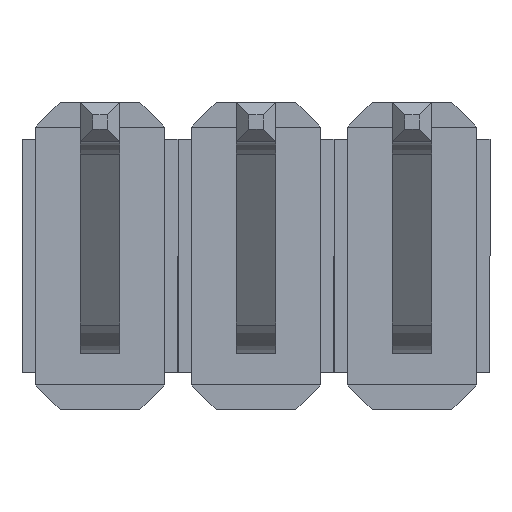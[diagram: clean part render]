
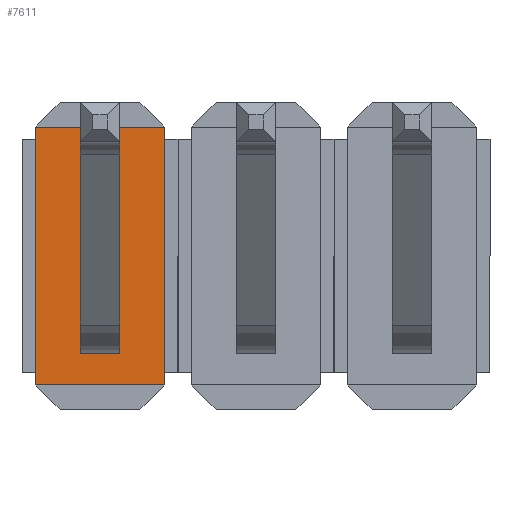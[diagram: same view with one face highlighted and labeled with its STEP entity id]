
A CAD part, front view. The second image highlights one B-rep face of the part: STEP entity #7611.
In plain terms, the highlighted planar face has unit normal (0, -1, 0).
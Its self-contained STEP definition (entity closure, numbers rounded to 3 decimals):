
#173 = EDGE_CURVE ( 'NONE', #4758, #1662, #6069, .T. ) ;
#293 = ORIENTED_EDGE ( 'NONE', *, *, #3197, .T. ) ;
#320 = EDGE_CURVE ( 'NONE', #1516, #6763, #11120, .T. ) ;
#532 = CARTESIAN_POINT ( 'NONE',  ( -0.32, 0.54, 2.1 ) ) ;
#706 = CARTESIAN_POINT ( 'NONE',  ( 1.05, 0.54, 2.1 ) ) ;
#925 = AXIS2_PLACEMENT_3D ( 'NONE', #7496, #10078, #2202 ) ;
#939 = CARTESIAN_POINT ( 'NONE',  ( 1.27, 0.54, -0.95 ) ) ;
#985 = VECTOR ( 'NONE', #4677, 1000. ) ;
#1195 = EDGE_CURVE ( 'NONE', #5260, #4795, #3048, .T. ) ;
#1238 = FACE_OUTER_BOUND ( 'NONE', #7179, .T. ) ;
#1516 = VERTEX_POINT ( 'NONE', #7213 ) ;
#1596 = ORIENTED_EDGE ( 'NONE', *, *, #8008, .T. ) ;
#1662 = VERTEX_POINT ( 'NONE', #7365 ) ;
#1739 = LINE ( 'NONE', #1988, #8519 ) ;
#1840 = VECTOR ( 'NONE', #3319, 1000. ) ;
#1946 = CARTESIAN_POINT ( 'NONE',  ( 0., 0.54, 0.95 ) ) ;
#1988 = CARTESIAN_POINT ( 'NONE',  ( 1.27, 0.54, 2.1 ) ) ;
#2202 = DIRECTION ( 'NONE',  ( 0., 0., 1. ) ) ;
#2554 = CARTESIAN_POINT ( 'NONE',  ( 0.32, 0.54, -1.59 ) ) ;
#2678 = EDGE_CURVE ( 'NONE', #1662, #7628, #10455, .T. ) ;
#2682 = DIRECTION ( 'NONE',  ( 1., 0., 0. ) ) ;
#2863 = LINE ( 'NONE', #7414, #8139 ) ;
#2923 = ORIENTED_EDGE ( 'NONE', *, *, #10883, .F. ) ;
#3048 = LINE ( 'NONE', #9013, #985 ) ;
#3067 = ORIENTED_EDGE ( 'NONE', *, *, #2678, .F. ) ;
#3197 = EDGE_CURVE ( 'NONE', #9646, #3558, #1739, .T. ) ;
#3212 = EDGE_CURVE ( 'NONE', #7628, #9217, #2863, .T. ) ;
#3319 = DIRECTION ( 'NONE',  ( 0., 0., -1. ) ) ;
#3400 = ORIENTED_EDGE ( 'NONE', *, *, #8526, .T. ) ;
#3405 = CARTESIAN_POINT ( 'NONE',  ( -0.32, 0.54, 0.95 ) ) ;
#3487 = CARTESIAN_POINT ( 'NONE',  ( 0.32, 0.54, 2.1 ) ) ;
#3558 = VERTEX_POINT ( 'NONE', #9371 ) ;
#3786 = DIRECTION ( 'NONE',  ( -1., 0., 0. ) ) ;
#3987 = FACE_BOUND ( 'NONE', #11359, .T. ) ;
#4608 = DIRECTION ( 'NONE',  ( -1., 0., 0. ) ) ;
#4638 = VECTOR ( 'NONE', #4608, 1000. ) ;
#4677 = DIRECTION ( 'NONE',  ( 1., 0., 0. ) ) ;
#4758 = VERTEX_POINT ( 'NONE', #2554 ) ;
#4795 = VERTEX_POINT ( 'NONE', #7905 ) ;
#5260 = VERTEX_POINT ( 'NONE', #11323 ) ;
#5281 = DIRECTION ( 'NONE',  ( 0., 0., -1. ) ) ;
#5444 = EDGE_CURVE ( 'NONE', #9217, #4758, #9534, .T. ) ;
#5725 = DIRECTION ( 'NONE',  ( 0., 0., 1. ) ) ;
#5746 = VECTOR ( 'NONE', #5725, 1000. ) ;
#5863 = LINE ( 'NONE', #1946, #4638 ) ;
#6061 = CARTESIAN_POINT ( 'NONE',  ( 1.05, 0.54, -2.1 ) ) ;
#6069 = LINE ( 'NONE', #9273, #10853 ) ;
#6102 = VECTOR ( 'NONE', #8049, 1000. ) ;
#6305 = VECTOR ( 'NONE', #2682, 1000. ) ;
#6306 = CARTESIAN_POINT ( 'NONE',  ( -1.05, 0.54, 2.1 ) ) ;
#6467 = LINE ( 'NONE', #6306, #9274 ) ;
#6486 = VECTOR ( 'NONE', #10525, 1000. ) ;
#6623 = ORIENTED_EDGE ( 'NONE', *, *, #9841, .T. ) ;
#6640 = CARTESIAN_POINT ( 'NONE',  ( -0.32, 0.54, -0.95 ) ) ;
#6763 = VERTEX_POINT ( 'NONE', #9774 ) ;
#7179 = EDGE_LOOP ( 'NONE', ( #293, #1596, #10870, #2923 ) ) ;
#7210 = ORIENTED_EDGE ( 'NONE', *, *, #3212, .F. ) ;
#7213 = CARTESIAN_POINT ( 'NONE',  ( 1.05, 0.54, -2.1 ) ) ;
#7365 = CARTESIAN_POINT ( 'NONE',  ( 0.32, 0.54, -0.95 ) ) ;
#7414 = CARTESIAN_POINT ( 'NONE',  ( -0.32, 0.54, 2.1 ) ) ;
#7476 = DIRECTION ( 'NONE',  ( 0., 0., 1. ) ) ;
#7496 = CARTESIAN_POINT ( 'NONE',  ( 1.27, 0.54, 2.1 ) ) ;
#7611 = ADVANCED_FACE ( 'NONE', ( #1238, #8006, #3987 ), #11027, .F. ) ;
#7628 = VERTEX_POINT ( 'NONE', #6640 ) ;
#7905 = CARTESIAN_POINT ( 'NONE',  ( 0.32, 0.54, 1.59 ) ) ;
#8006 = FACE_BOUND ( 'NONE', #9734, .T. ) ;
#8008 = EDGE_CURVE ( 'NONE', #3558, #6763, #6467, .T. ) ;
#8049 = DIRECTION ( 'NONE',  ( -1., 0., 0. ) ) ;
#8139 = VECTOR ( 'NONE', #9133, 1000. ) ;
#8519 = VECTOR ( 'NONE', #3786, 1000. ) ;
#8526 = EDGE_CURVE ( 'NONE', #8567, #5260, #11462, .T. ) ;
#8552 = CARTESIAN_POINT ( 'NONE',  ( -0.32, 0.54, -1.59 ) ) ;
#8567 = VERTEX_POINT ( 'NONE', #3405 ) ;
#8730 = DIRECTION ( 'NONE',  ( 0., 0., -1. ) ) ;
#8769 = CARTESIAN_POINT ( 'NONE',  ( 1.27, 0.54, -1.59 ) ) ;
#8860 = EDGE_CURVE ( 'NONE', #10813, #8567, #5863, .T. ) ;
#9013 = CARTESIAN_POINT ( 'NONE',  ( 0., 0.54, 1.59 ) ) ;
#9133 = DIRECTION ( 'NONE',  ( 0., 0., -1. ) ) ;
#9180 = LINE ( 'NONE', #6061, #1840 ) ;
#9217 = VERTEX_POINT ( 'NONE', #8552 ) ;
#9273 = CARTESIAN_POINT ( 'NONE',  ( 0.32, 0.54, 2.1 ) ) ;
#9274 = VECTOR ( 'NONE', #5281, 1000. ) ;
#9371 = CARTESIAN_POINT ( 'NONE',  ( -1.05, 0.54, 2.1 ) ) ;
#9377 = ORIENTED_EDGE ( 'NONE', *, *, #5444, .F. ) ;
#9534 = LINE ( 'NONE', #8769, #6305 ) ;
#9544 = CARTESIAN_POINT ( 'NONE',  ( 1.27, 0.54, -2.1 ) ) ;
#9646 = VERTEX_POINT ( 'NONE', #706 ) ;
#9734 = EDGE_LOOP ( 'NONE', ( #10917, #3400, #10977, #6623 ) ) ;
#9774 = CARTESIAN_POINT ( 'NONE',  ( -1.05, 0.54, -2.1 ) ) ;
#9841 = EDGE_CURVE ( 'NONE', #4795, #10813, #10369, .T. ) ;
#10024 = ORIENTED_EDGE ( 'NONE', *, *, #173, .F. ) ;
#10078 = DIRECTION ( 'NONE',  ( 0., 1., 0. ) ) ;
#10369 = LINE ( 'NONE', #3487, #11324 ) ;
#10455 = LINE ( 'NONE', #939, #6102 ) ;
#10525 = DIRECTION ( 'NONE',  ( -1., 0., 0. ) ) ;
#10813 = VERTEX_POINT ( 'NONE', #11153 ) ;
#10853 = VECTOR ( 'NONE', #7476, 1000. ) ;
#10870 = ORIENTED_EDGE ( 'NONE', *, *, #320, .F. ) ;
#10883 = EDGE_CURVE ( 'NONE', #9646, #1516, #9180, .T. ) ;
#10917 = ORIENTED_EDGE ( 'NONE', *, *, #8860, .T. ) ;
#10977 = ORIENTED_EDGE ( 'NONE', *, *, #1195, .T. ) ;
#11027 = PLANE ( 'NONE',  #925 ) ;
#11120 = LINE ( 'NONE', #9544, #6486 ) ;
#11153 = CARTESIAN_POINT ( 'NONE',  ( 0.32, 0.54, 0.95 ) ) ;
#11323 = CARTESIAN_POINT ( 'NONE',  ( -0.32, 0.54, 1.59 ) ) ;
#11324 = VECTOR ( 'NONE', #8730, 1000. ) ;
#11359 = EDGE_LOOP ( 'NONE', ( #10024, #9377, #7210, #3067 ) ) ;
#11462 = LINE ( 'NONE', #532, #5746 ) ;
